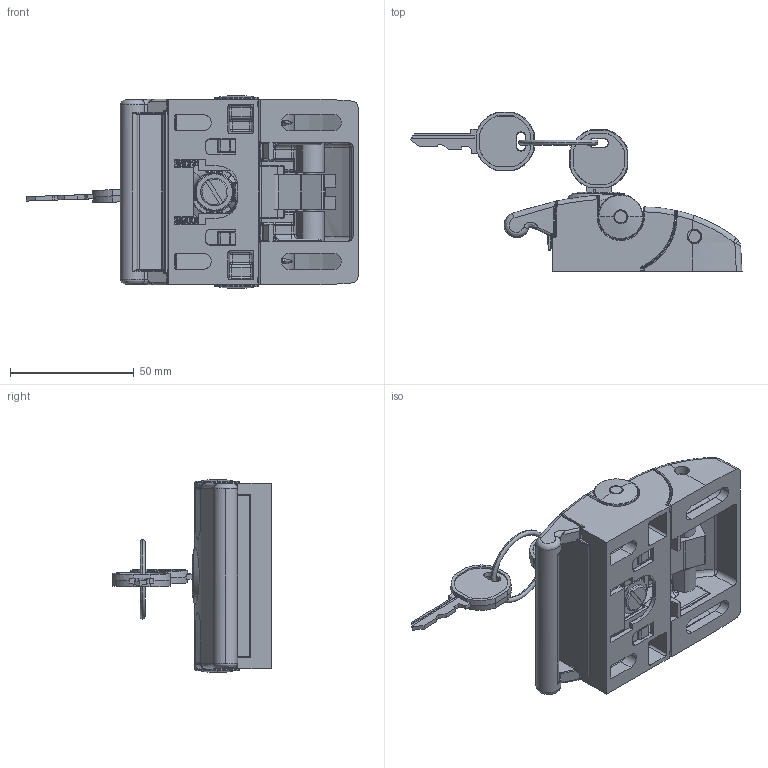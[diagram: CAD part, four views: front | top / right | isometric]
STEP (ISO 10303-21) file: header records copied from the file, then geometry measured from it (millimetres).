
FILE_DESCRIPTION (( 'STEP AP214' ), '1' );
FILE_NAME ('new products0957416.step', '2017-09-26T11:49:47', ( '' ), ( '' ), 'SwSTEP 2.0', 'SolidWorks 2017', '' );
FILE_SCHEMA (( 'AUTOMOTIVE_DESIGN' ));
Length unit declared in the file: millimetre
Products named in the file (14): 0957401r16_Standard; 0957408r09_0957408r09; 0957408R08_0957408R08; 0957408R07_0957408R07; 0957401r18_Standard; 0957408R16_Standard; 0957408R05_Standard; 0957408R04_0957408R04; 0957408R03_standard gespiegelt muss sein ; 0957408R01_0957408R01 arme verl„ngert; new products0957416; 0957415R03; 0957415R02_hook; 0957415R01_0957415R01
Assembly tree (17 placements, depth 2):
  new products0957416
    0957408R01_0957408R01 arme verl„ngert
    0957408R03_standard gespiegelt muss sein 
    0957408R04_0957408R04
    0957408R05_Standard
    0957408R16_Standard  x2
    0957401r18_Standard
    0957408R07_0957408R07  x2
    0957408R08_0957408R08  x2
    0957408r09_0957408r09  x2
    0957401r16_Standard
    0957415R01_0957415R01
    0957415R02_hook
    0957415R03
Bounding box: 134.07 x 64.26 x 77.81 mm (x, y, z)
Volume: 86739.3 mm3; surface area: 70018.8 mm2
Topology: 20 solids, 20 shells, 3679 faces, 9440 edges, 5544 vertices
Faces by surface type: plane 1267, cylinder 1198, bspline 645, torus 300, sphere 193, cone 76
Entity records: 122131 total; most frequent: CARTESIAN_POINT 45124, ORIENTED_EDGE 16462, DIRECTION 14963, EDGE_CURVE 8231, AXIS2_PLACEMENT_3D 5684, VERTEX_POINT 4924, VECTOR 3595, LINE 3595
